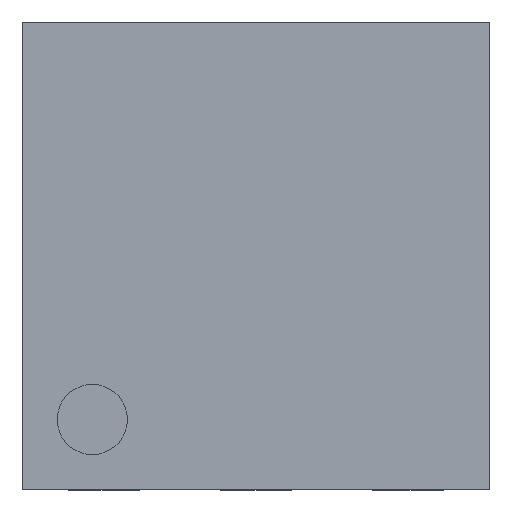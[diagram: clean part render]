
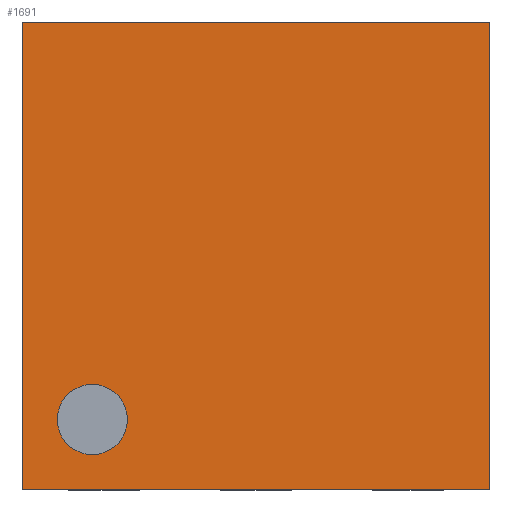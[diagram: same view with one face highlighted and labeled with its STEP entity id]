
A CAD part, top view. The second image highlights one B-rep face of the part: STEP entity #1691.
In plain terms, the highlighted planar face has unit normal (0, 0, 1).
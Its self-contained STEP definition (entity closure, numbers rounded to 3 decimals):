
#1012 = VERTEX_POINT('',#1013);
#1013 = CARTESIAN_POINT('',(-0.55,-0.7,0.8));
#1019 = EDGE_CURVE('',#1020,#1012,#1022,.T.);
#1020 = VERTEX_POINT('',#1021);
#1021 = CARTESIAN_POINT('',(-0.85,-0.7,0.8));
#1022 = CIRCLE('',#1023,0.15);
#1023 = AXIS2_PLACEMENT_3D('',#1024,#1025,#1026);
#1024 = CARTESIAN_POINT('',(-0.7,-0.7,0.8));
#1025 = DIRECTION('',(0.,0.,1.));
#1026 = DIRECTION('',(1.,0.,0.));
#1070 = VERTEX_POINT('',#1071);
#1071 = CARTESIAN_POINT('',(1.,-1.,0.8));
#1077 = EDGE_CURVE('',#1078,#1070,#1080,.T.);
#1078 = VERTEX_POINT('',#1079);
#1079 = CARTESIAN_POINT('',(-1.,-1.,0.8));
#1080 = LINE('',#1081,#1082);
#1081 = CARTESIAN_POINT('',(1.,-1.,0.8));
#1082 = VECTOR('',#1083,1.);
#1083 = DIRECTION('',(1.,0.,0.));
#1254 = VERTEX_POINT('',#1255);
#1255 = CARTESIAN_POINT('',(-1.,1.,0.8));
#1261 = EDGE_CURVE('',#1262,#1254,#1264,.T.);
#1262 = VERTEX_POINT('',#1263);
#1263 = CARTESIAN_POINT('',(1.,1.,0.8));
#1264 = LINE('',#1265,#1266);
#1265 = CARTESIAN_POINT('',(1.,1.,0.8));
#1266 = VECTOR('',#1267,1.);
#1267 = DIRECTION('',(-1.,0.,0.));
#1593 = EDGE_CURVE('',#1070,#1262,#1594,.T.);
#1594 = LINE('',#1595,#1596);
#1595 = CARTESIAN_POINT('',(1.,1.,0.8));
#1596 = VECTOR('',#1597,1.);
#1597 = DIRECTION('',(0.,1.,0.));
#1678 = EDGE_CURVE('',#1254,#1078,#1679,.T.);
#1679 = LINE('',#1680,#1681);
#1680 = CARTESIAN_POINT('',(-1.,1.,0.8));
#1681 = VECTOR('',#1682,1.);
#1682 = DIRECTION('',(0.,-1.,0.));
#1691 = ADVANCED_FACE('',(#1692,#1702),#1708,.T.);
#1692 = FACE_BOUND('',#1693,.T.);
#1693 = EDGE_LOOP('',(#1694,#1701));
#1694 = ORIENTED_EDGE('',*,*,#1695,.F.);
#1695 = EDGE_CURVE('',#1012,#1020,#1696,.T.);
#1696 = CIRCLE('',#1697,0.15);
#1697 = AXIS2_PLACEMENT_3D('',#1698,#1699,#1700);
#1698 = CARTESIAN_POINT('',(-0.7,-0.7,0.8));
#1699 = DIRECTION('',(0.,0.,1.));
#1700 = DIRECTION('',(1.,0.,0.));
#1701 = ORIENTED_EDGE('',*,*,#1019,.F.);
#1702 = FACE_BOUND('',#1703,.T.);
#1703 = EDGE_LOOP('',(#1704,#1705,#1706,#1707));
#1704 = ORIENTED_EDGE('',*,*,#1678,.T.);
#1705 = ORIENTED_EDGE('',*,*,#1077,.T.);
#1706 = ORIENTED_EDGE('',*,*,#1593,.T.);
#1707 = ORIENTED_EDGE('',*,*,#1261,.T.);
#1708 = PLANE('',#1709);
#1709 = AXIS2_PLACEMENT_3D('',#1710,#1711,#1712);
#1710 = CARTESIAN_POINT('',(0.,0.,0.8
    ));
#1711 = DIRECTION('',(0.,0.,1.));
#1712 = DIRECTION('',(1.,0.,0.));
